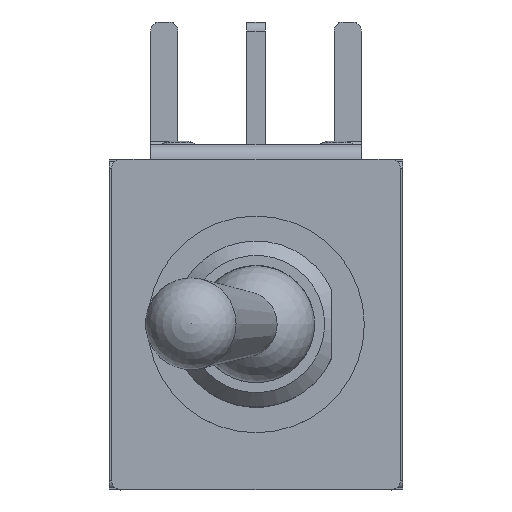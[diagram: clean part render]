
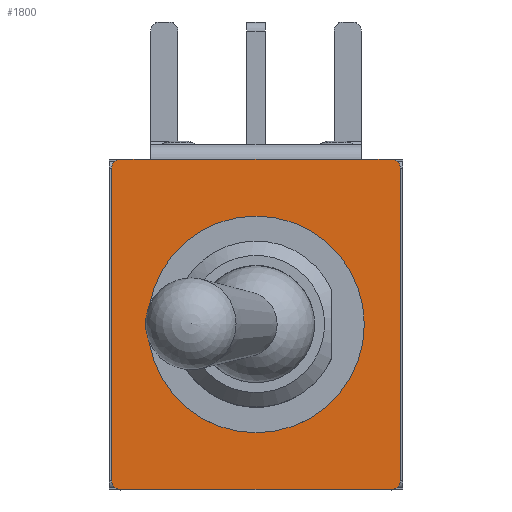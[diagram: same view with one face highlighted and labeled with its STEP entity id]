
A CAD part, top view. The second image highlights one B-rep face of the part: STEP entity #1800.
In plain terms, the highlighted planar face has unit normal (0, 0, 1).
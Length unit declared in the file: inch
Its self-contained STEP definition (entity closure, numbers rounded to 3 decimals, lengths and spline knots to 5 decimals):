
#445=CARTESIAN_POINT('',(0.11811,0.,0.30866));
#446=VERTEX_POINT('',#445);
#447=CARTESIAN_POINT('',(0.,0.,0.30866));
#448=DIRECTION('',(0.0,0.0,-1.0));
#449=DIRECTION('',(-1.0,0.0,0.0));
#450=AXIS2_PLACEMENT_3D('',#447,#448,#449);
#451=CIRCLE('',#450,0.11811);
#452=EDGE_CURVE('',#446,#446,#451,.T.);
#1009=CARTESIAN_POINT('',(-0.11496,0.17992,0.30866));
#1010=VERTEX_POINT('',#1009);
#1208=CARTESIAN_POINT('',(0.11496,0.17992,0.30866));
#1209=VERTEX_POINT('',#1208);
#1210=CARTESIAN_POINT('',(-0.11496,0.17992,0.30866));
#1211=DIRECTION('',(1.0,0.0,0.0));
#1212=VECTOR('',#1211,0.22992);
#1213=LINE('',#1210,#1212);
#1214=EDGE_CURVE('',#1010,#1209,#1213,.T.);
#1666=CARTESIAN_POINT('',(-0.14764,0.17992,0.30866));
#1667=VERTEX_POINT('',#1666);
#1674=CARTESIAN_POINT('',(-0.14764,0.17992,0.30866));
#1675=DIRECTION('',(1.0,0.0,0.0));
#1676=VECTOR('',#1675,0.03268);
#1677=LINE('',#1674,#1676);
#1678=EDGE_CURVE('',#1667,#1010,#1677,.T.);
#1689=CARTESIAN_POINT('',(0.14764,0.17992,0.30866));
#1690=VERTEX_POINT('',#1689);
#1691=CARTESIAN_POINT('',(0.11496,0.17992,0.30866));
#1692=DIRECTION('',(1.0,0.0,0.0));
#1693=VECTOR('',#1692,0.03268);
#1694=LINE('',#1691,#1693);
#1695=EDGE_CURVE('',#1209,#1690,#1694,.T.);
#1712=CARTESIAN_POINT('',(-0.14764,-0.17992,0.30866));
#1713=VERTEX_POINT('',#1712);
#1714=CARTESIAN_POINT('',(-0.15748,-0.17008,0.30866));
#1715=VERTEX_POINT('',#1714);
#1716=CARTESIAN_POINT('',(-0.14764,-0.17008,0.30866));
#1717=DIRECTION('',(0.0,0.0,-1.0));
#1718=DIRECTION('',(-0.707,-0.707,0.0));
#1719=AXIS2_PLACEMENT_3D('',#1716,#1717,#1718);
#1720=CIRCLE('',#1719,0.00984);
#1721=EDGE_CURVE('',#1713,#1715,#1720,.T.);
#1739=CARTESIAN_POINT('',(0.17323,0.19791,0.30866));
#1740=DIRECTION('',(0.0,0.0,1.0));
#1741=DIRECTION('',(1.0,0.0,0.0));
#1742=AXIS2_PLACEMENT_3D('',#1739,#1740,#1741);
#1743=PLANE('',#1742);
#1744=ORIENTED_EDGE('',*,*,#1214,.F.);
#1745=ORIENTED_EDGE('',*,*,#1678,.F.);
#1746=CARTESIAN_POINT('',(-0.15748,0.17008,0.30866));
#1747=VERTEX_POINT('',#1746);
#1748=CARTESIAN_POINT('',(-0.14764,0.17008,0.30866));
#1749=DIRECTION('',(0.0,0.0,-1.0));
#1750=DIRECTION('',(-0.707,0.707,0.0));
#1751=AXIS2_PLACEMENT_3D('',#1748,#1749,#1750);
#1752=CIRCLE('',#1751,0.00984);
#1753=EDGE_CURVE('',#1747,#1667,#1752,.T.);
#1754=ORIENTED_EDGE('',*,*,#1753,.F.);
#1755=CARTESIAN_POINT('',(-0.15748,-0.17008,0.30866));
#1756=DIRECTION('',(0.0,1.0,0.0));
#1757=VECTOR('',#1756,0.34016);
#1758=LINE('',#1755,#1757);
#1759=EDGE_CURVE('',#1715,#1747,#1758,.T.);
#1760=ORIENTED_EDGE('',*,*,#1759,.F.);
#1761=ORIENTED_EDGE('',*,*,#1721,.F.);
#1762=CARTESIAN_POINT('',(0.14764,-0.17992,0.30866));
#1763=VERTEX_POINT('',#1762);
#1764=CARTESIAN_POINT('',(0.14764,-0.17992,0.30866));
#1765=DIRECTION('',(-1.0,0.0,0.0));
#1766=VECTOR('',#1765,0.29528);
#1767=LINE('',#1764,#1766);
#1768=EDGE_CURVE('',#1763,#1713,#1767,.T.);
#1769=ORIENTED_EDGE('',*,*,#1768,.F.);
#1770=CARTESIAN_POINT('',(0.15748,-0.17008,0.30866));
#1771=VERTEX_POINT('',#1770);
#1772=CARTESIAN_POINT('',(0.14764,-0.17008,0.30866));
#1773=DIRECTION('',(0.0,0.0,-1.0));
#1774=DIRECTION('',(0.707,-0.707,0.0));
#1775=AXIS2_PLACEMENT_3D('',#1772,#1773,#1774);
#1776=CIRCLE('',#1775,0.00984);
#1777=EDGE_CURVE('',#1771,#1763,#1776,.T.);
#1778=ORIENTED_EDGE('',*,*,#1777,.F.);
#1779=CARTESIAN_POINT('',(0.15748,0.17008,0.30866));
#1780=VERTEX_POINT('',#1779);
#1781=CARTESIAN_POINT('',(0.15748,0.17008,0.30866));
#1782=DIRECTION('',(0.0,-1.0,0.0));
#1783=VECTOR('',#1782,0.34016);
#1784=LINE('',#1781,#1783);
#1785=EDGE_CURVE('',#1780,#1771,#1784,.T.);
#1786=ORIENTED_EDGE('',*,*,#1785,.F.);
#1787=CARTESIAN_POINT('',(0.14764,0.17008,0.30866));
#1788=DIRECTION('',(0.0,0.0,-1.0));
#1789=DIRECTION('',(0.707,0.707,0.0));
#1790=AXIS2_PLACEMENT_3D('',#1787,#1788,#1789);
#1791=CIRCLE('',#1790,0.00984);
#1792=EDGE_CURVE('',#1690,#1780,#1791,.T.);
#1793=ORIENTED_EDGE('',*,*,#1792,.F.);
#1794=ORIENTED_EDGE('',*,*,#1695,.F.);
#1795=EDGE_LOOP('',(#1744,#1745,#1754,#1760,#1761,#1769,#1778,#1786,#1793,#1794));
#1796=FACE_OUTER_BOUND('',#1795,.T.);
#1797=ORIENTED_EDGE('',*,*,#452,.T.);
#1798=EDGE_LOOP('',(#1797));
#1799=FACE_BOUND('',#1798,.T.);
#1800=ADVANCED_FACE('',(#1796,#1799),#1743,.T.);
